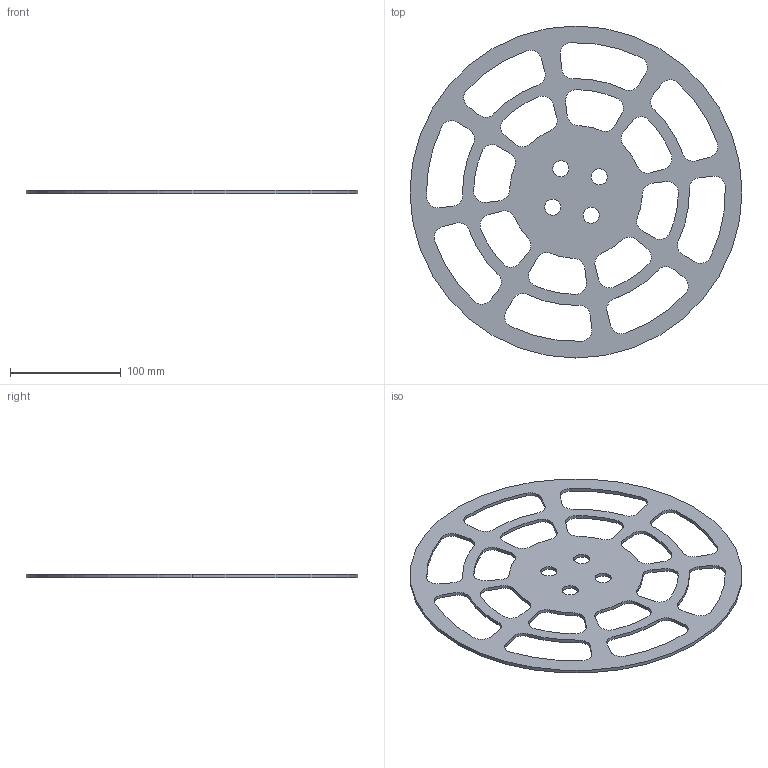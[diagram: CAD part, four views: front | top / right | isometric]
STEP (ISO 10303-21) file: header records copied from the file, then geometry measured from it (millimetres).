
FILE_DESCRIPTION (( 'STEP AP214' ), '1' );
FILE_NAME ('TopPlateCounterBore.STEP', '2025-11-14T16:13:05', ( '' ), ( '' ), 'SwSTEP 2.0', 'SolidWorks 2025', '' );
FILE_SCHEMA (( 'AUTOMOTIVE_DESIGN' ));
Length unit declared in the file: millimetre
Products named in the file (1): TopPlateCounterBore
Bounding box: 300 x 300 x 3 mm (x, y, z)
Volume: 115951 mm3; surface area: 89020.4 mm2
Topology: 1 solids, 1 shells, 158 faces, 468 edges, 312 vertices
Faces by surface type: cylinder 124, plane 34
Entity records: 5523 total; most frequent: DIRECTION 1034, CARTESIAN_POINT 939, ORIENTED_EDGE 936, EDGE_CURVE 468, AXIS2_PLACEMENT_3D 407, VERTEX_POINT 312, CIRCLE 248, LINE 220
